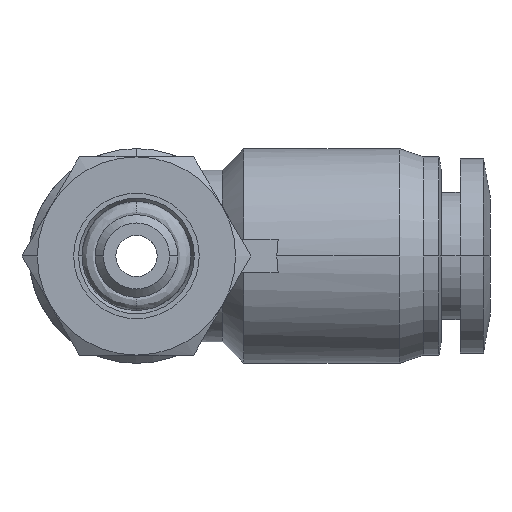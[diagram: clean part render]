
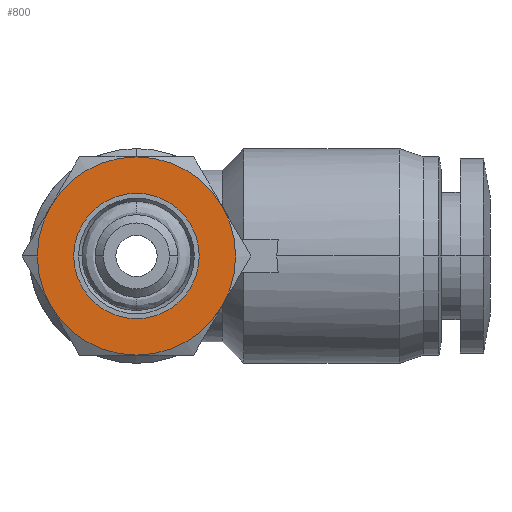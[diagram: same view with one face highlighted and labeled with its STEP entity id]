
A CAD part, front view. The second image highlights one B-rep face of the part: STEP entity #800.
In plain terms, the highlighted planar face has unit normal (0, -1, 0).
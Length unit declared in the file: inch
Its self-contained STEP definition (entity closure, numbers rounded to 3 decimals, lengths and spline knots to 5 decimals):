
#28 = CARTESIAN_POINT ( 'NONE',  ( -0.14961, -0.15748, 0. ) ) ;
#30 = AXIS2_PLACEMENT_3D ( 'NONE', #269, #257, #237 ) ;
#37 = ORIENTED_EDGE ( 'NONE', *, *, #1637, .F. ) ;
#50 = EDGE_CURVE ( 'NONE', #2269, #2444, #1691, .T. ) ;
#123 = VERTEX_POINT ( 'NONE', #3767 ) ;
#156 = CARTESIAN_POINT ( 'NONE',  ( 0.14961, -0.15748, 0. ) ) ;
#228 = CARTESIAN_POINT ( 'NONE',  ( 0., -0.15748, 0. ) ) ;
#230 = CIRCLE ( 'NONE', #569, 0.23622 ) ;
#237 = DIRECTION ( 'NONE',  ( -1., 0., 0. ) ) ;
#247 = DIRECTION ( 'NONE',  ( 0., 1., 0. ) ) ;
#257 = DIRECTION ( 'NONE',  ( 0., 1., 0. ) ) ;
#264 = EDGE_CURVE ( 'NONE', #2444, #2269, #1461, .T. ) ;
#269 = CARTESIAN_POINT ( 'NONE',  ( 0., -0.15748, 0. ) ) ;
#398 = EDGE_CURVE ( 'NONE', #2423, #1534, #1373, .T. ) ;
#417 = VERTEX_POINT ( 'NONE', #1124 ) ;
#501 = DIRECTION ( 'NONE',  ( -1., 0., 0. ) ) ;
#551 = AXIS2_PLACEMENT_3D ( 'NONE', #2001, #247, #2299 ) ;
#569 = AXIS2_PLACEMENT_3D ( 'NONE', #852, #2933, #1151 ) ;
#599 = AXIS2_PLACEMENT_3D ( 'NONE', #228, #2280, #501 ) ;
#609 = CIRCLE ( 'NONE', #551, 0.23622 ) ;
#613 = AXIS2_PLACEMENT_3D ( 'NONE', #1180, #1149, #1136 ) ;
#667 = DIRECTION ( 'NONE',  ( 0., 1., 0. ) ) ;
#735 = ORIENTED_EDGE ( 'NONE', *, *, #50, .T. ) ;
#768 = EDGE_CURVE ( 'NONE', #1534, #2731, #973, .T. ) ;
#800 = ADVANCED_FACE ( 'NONE', ( #902, #987 ), #3480, .T. ) ;
#805 = CARTESIAN_POINT ( 'NONE',  ( 0.20457, -0.15748, 0.11811 ) ) ;
#852 = CARTESIAN_POINT ( 'NONE',  ( 0., -0.15748, 0. ) ) ;
#868 = CARTESIAN_POINT ( 'NONE',  ( 0., -0.15748, 0.23622 ) ) ;
#902 = FACE_BOUND ( 'NONE', #3170, .T. ) ;
#973 = CIRCLE ( 'NONE', #30, 0.23622 ) ;
#987 = FACE_OUTER_BOUND ( 'NONE', #2306, .T. ) ;
#1124 = CARTESIAN_POINT ( 'NONE',  ( -0.23622, -0.15748, 0. ) ) ;
#1136 = DIRECTION ( 'NONE',  ( -1., 0., 0. ) ) ;
#1149 = DIRECTION ( 'NONE',  ( 0., 1., 0. ) ) ;
#1151 = DIRECTION ( 'NONE',  ( -1., 0., 0. ) ) ;
#1180 = CARTESIAN_POINT ( 'NONE',  ( 0., -0.15748, 0. ) ) ;
#1212 = CARTESIAN_POINT ( 'NONE',  ( 0., -0.15748, 0. ) ) ;
#1285 = CIRCLE ( 'NONE', #599, 0.23622 ) ;
#1373 = CIRCLE ( 'NONE', #613, 0.23622 ) ;
#1461 = CIRCLE ( 'NONE', #2874, 0.14961 ) ;
#1506 = DIRECTION ( 'NONE',  ( -1., 0., 0. ) ) ;
#1534 = VERTEX_POINT ( 'NONE', #805 ) ;
#1637 = EDGE_CURVE ( 'NONE', #2731, #1660, #230, .T. ) ;
#1660 = VERTEX_POINT ( 'NONE', #2946 ) ;
#1689 = DIRECTION ( 'NONE',  ( 1., 0., 0. ) ) ;
#1691 = CIRCLE ( 'NONE', #2542, 0.14961 ) ;
#1735 = DIRECTION ( 'NONE',  ( 0., 1., 0. ) ) ;
#1758 = ORIENTED_EDGE ( 'NONE', *, *, #2206, .F. ) ;
#1779 = AXIS2_PLACEMENT_3D ( 'NONE', #1991, #1976, #1689 ) ;
#1788 = DIRECTION ( 'NONE',  ( -1., 0., 0. ) ) ;
#1868 = CARTESIAN_POINT ( 'NONE',  ( 0., -0.15748, 0. ) ) ;
#1905 = ORIENTED_EDGE ( 'NONE', *, *, #2512, .F. ) ;
#1976 = DIRECTION ( 'NONE',  ( 0., -1., 0. ) ) ;
#1991 = CARTESIAN_POINT ( 'NONE',  ( -0.19291, -0.15748, 0. ) ) ;
#2001 = CARTESIAN_POINT ( 'NONE',  ( 0., -0.15748, 0. ) ) ;
#2019 = DIRECTION ( 'NONE',  ( -1., 0., 0. ) ) ;
#2031 = DIRECTION ( 'NONE',  ( 0., 1., 0. ) ) ;
#2045 = CIRCLE ( 'NONE', #2483, 0.23622 ) ;
#2206 = EDGE_CURVE ( 'NONE', #417, #2539, #3127, .T. ) ;
#2229 = CARTESIAN_POINT ( 'NONE',  ( 0.20457, -0.15748, -0.11811 ) ) ;
#2269 = VERTEX_POINT ( 'NONE', #156 ) ;
#2280 = DIRECTION ( 'NONE',  ( 0., 1., 0. ) ) ;
#2299 = DIRECTION ( 'NONE',  ( -1., 0., 0. ) ) ;
#2306 = EDGE_LOOP ( 'NONE', ( #3021, #3008, #1758, #3395, #1905, #37, #3680 ) ) ;
#2423 = VERTEX_POINT ( 'NONE', #868 ) ;
#2444 = VERTEX_POINT ( 'NONE', #28 ) ;
#2445 = CARTESIAN_POINT ( 'NONE',  ( 0., -0.15748, 0. ) ) ;
#2483 = AXIS2_PLACEMENT_3D ( 'NONE', #1212, #3286, #1506 ) ;
#2512 = EDGE_CURVE ( 'NONE', #1660, #123, #2045, .T. ) ;
#2539 = VERTEX_POINT ( 'NONE', #2990 ) ;
#2542 = AXIS2_PLACEMENT_3D ( 'NONE', #1868, #1735, #1788 ) ;
#2610 = AXIS2_PLACEMENT_3D ( 'NONE', #2445, #667, #2745 ) ;
#2731 = VERTEX_POINT ( 'NONE', #2229 ) ;
#2745 = DIRECTION ( 'NONE',  ( -1., 0., 0. ) ) ;
#2874 = AXIS2_PLACEMENT_3D ( 'NONE', #3076, #2031, #2019 ) ;
#2933 = DIRECTION ( 'NONE',  ( 0., 1., 0. ) ) ;
#2946 = CARTESIAN_POINT ( 'NONE',  ( 0., -0.15748, -0.23622 ) ) ;
#2990 = CARTESIAN_POINT ( 'NONE',  ( -0.20457, -0.15748, 0.11811 ) ) ;
#3008 = ORIENTED_EDGE ( 'NONE', *, *, #3382, .F. ) ;
#3021 = ORIENTED_EDGE ( 'NONE', *, *, #398, .F. ) ;
#3076 = CARTESIAN_POINT ( 'NONE',  ( 0., -0.15748, 0. ) ) ;
#3126 = ORIENTED_EDGE ( 'NONE', *, *, #264, .T. ) ;
#3127 = CIRCLE ( 'NONE', #2610, 0.23622 ) ;
#3170 = EDGE_LOOP ( 'NONE', ( #3126, #735 ) ) ;
#3286 = DIRECTION ( 'NONE',  ( 0., 1., 0. ) ) ;
#3382 = EDGE_CURVE ( 'NONE', #2539, #2423, #1285, .T. ) ;
#3395 = ORIENTED_EDGE ( 'NONE', *, *, #3772, .F. ) ;
#3480 = PLANE ( 'NONE',  #1779 ) ;
#3680 = ORIENTED_EDGE ( 'NONE', *, *, #768, .F. ) ;
#3767 = CARTESIAN_POINT ( 'NONE',  ( -0.20457, -0.15748, -0.11811 ) ) ;
#3772 = EDGE_CURVE ( 'NONE', #123, #417, #609, .T. ) ;
